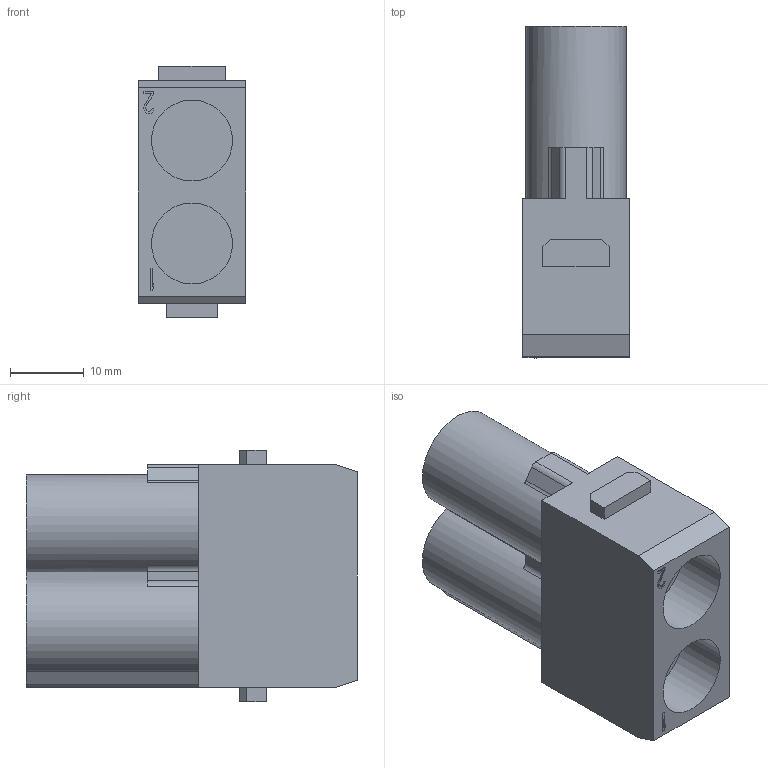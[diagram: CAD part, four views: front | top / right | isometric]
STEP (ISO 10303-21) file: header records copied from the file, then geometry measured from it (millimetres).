
FILE_DESCRIPTION((''),'2;1');
FILE_NAME('3D_1290020110201_HMK70-002_1-M_','2017-06-07T',('tl.yang'),(''),'PRO/ENGINEER BY PARAMETRIC TECHNOLOGY CORPORATION, 2011500','PRO/ENGINEER BY PARAMETRIC TECHNOLOGY CORPORATION, 2011500','');
FILE_SCHEMA(('CONFIG_CONTROL_DESIGN'));
Length unit declared in the file: millimetre
Products named in the file (1): 3D_1290020110201_HMK70-002_1-M_
Bounding box: 14.6 x 45.1 x 34.2 mm (x, y, z)
Volume: 11980.2 mm3; surface area: 8324.2 mm2
Topology: 1 solids, 1 shells, 192 faces, 522 edges, 352 vertices
Faces by surface type: plane 145, cylinder 37, cone 6, revolution 4
Entity records: 6129 total; most frequent: CARTESIAN_POINT 1121, ORIENTED_EDGE 1044, DIRECTION 1004, EDGE_CURVE 522, VECTOR 404, LINE 404, VERTEX_POINT 352, AXIS2_PLACEMENT_3D 298
